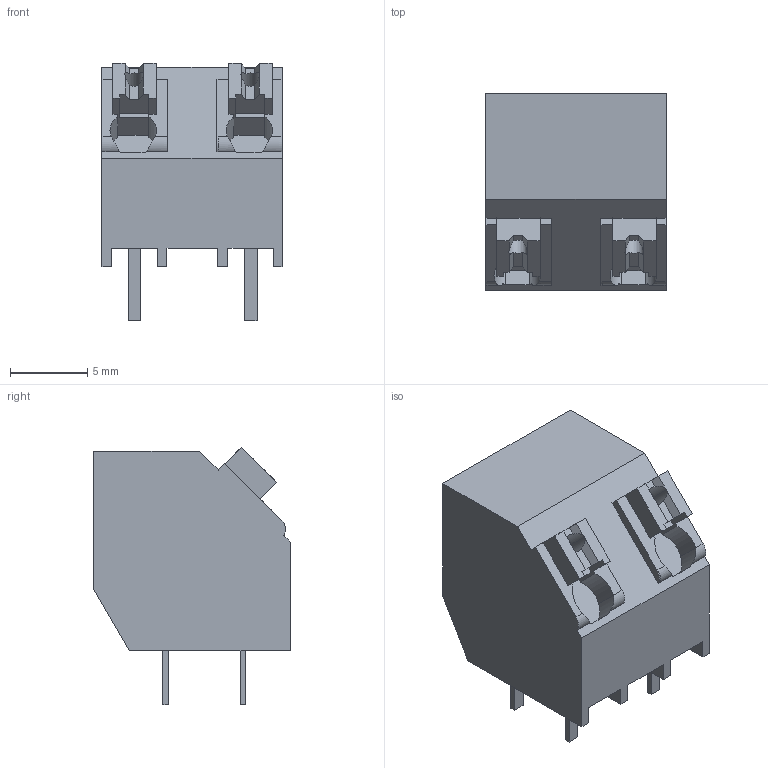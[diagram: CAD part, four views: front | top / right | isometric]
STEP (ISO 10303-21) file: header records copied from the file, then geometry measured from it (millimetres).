
FILE_DESCRIPTION(('CATIA V5 STEP Exchange','CAx-IF Rec.Pracs.--- Model Styling and Organization---1.2---2011-12-15'),'2;1');
FILE_NAME ('D1458657_0_1888970000_1888970000.stp','2018-03-20T14:18:27+00:00',('none'),('Weidmueller'),'CATIA Version 5-6 Release 2014','CATIA V5 STEP AP214','none');
FILE_SCHEMA(('AUTOMOTIVE_DESIGN { 1 0 10303 214 1 1 1 1 }'));
Length unit declared in the file: millimetre
Products named in the file (1): 1888970000
Bounding box: 11.63 x 12.7 x 16.66 mm (x, y, z)
Volume: 1307.8 mm3; surface area: 1365.2 mm2
Topology: 7 solids, 7 shells, 151 faces, 404 edges, 268 vertices
Faces by surface type: plane 136, cylinder 15
Entity records: 4497 total; most frequent: CARTESIAN_POINT 871, ORIENTED_EDGE 808, DIRECTION 609, EDGE_CURVE 404, VECTOR 357, LINE 357, VERTEX_POINT 268, EDGE_LOOP 156
